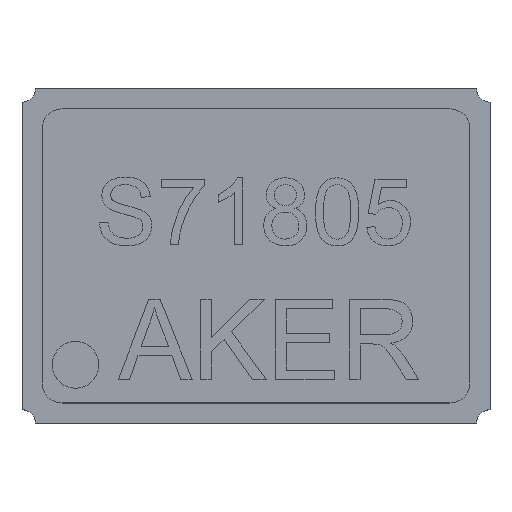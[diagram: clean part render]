
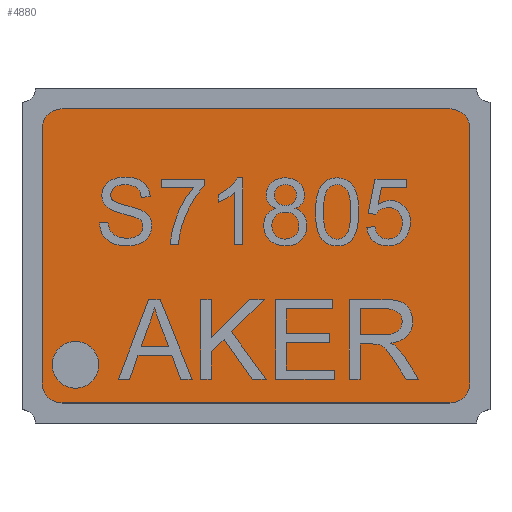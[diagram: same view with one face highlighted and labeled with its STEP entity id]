
A CAD part, top view. The second image highlights one B-rep face of the part: STEP entity #4880.
In plain terms, the highlighted planar face has unit normal (0, 0, 1).
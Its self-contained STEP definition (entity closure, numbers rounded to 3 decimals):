
#460 = ORIENTED_EDGE ( 'NONE', *, *, #7536, .F. ) ;
#480 = CARTESIAN_POINT ( 'NONE',  ( 0., 2.2, 1.3 ) ) ;
#506 = DIRECTION ( 'NONE',  ( 0., 0., -1. ) ) ;
#527 = VERTEX_POINT ( 'NONE', #4503 ) ;
#531 = CARTESIAN_POINT ( 'NONE',  ( -2.9, 1.9, 1.3 ) ) ;
#580 = CARTESIAN_POINT ( 'NONE',  ( 2.9, -1.9, 1.3 ) ) ;
#851 = LINE ( 'NONE', #5569, #5671 ) ;
#960 = CIRCLE ( 'NONE', #4497, 0.3 ) ;
#1111 = CARTESIAN_POINT ( 'NONE',  ( 3.2, 1.9, 1.3 ) ) ;
#1135 = DIRECTION ( 'NONE',  ( 1., 0., 0. ) ) ;
#1192 = DIRECTION ( 'NONE',  ( 1., 0., 0. ) ) ;
#1756 = CARTESIAN_POINT ( 'NONE',  ( -2.9, -1.9, 1.3 ) ) ;
#1833 = ORIENTED_EDGE ( 'NONE', *, *, #7477, .F. ) ;
#1910 = CARTESIAN_POINT ( 'NONE',  ( -3.2, -1.9, 1.3 ) ) ;
#2288 = VERTEX_POINT ( 'NONE', #1910 ) ;
#2297 = DIRECTION ( 'NONE',  ( 0., -1., 0. ) ) ;
#2325 = DIRECTION ( 'NONE',  ( 1., 0., 0. ) ) ;
#2382 = DIRECTION ( 'NONE',  ( 1., 0., 0. ) ) ;
#2465 = VECTOR ( 'NONE', #3614, 1000. ) ;
#2538 = CARTESIAN_POINT ( 'NONE',  ( 2.9, 2.2, 1.3 ) ) ;
#2644 = DIRECTION ( 'NONE',  ( 0., 0., 1. ) ) ;
#2847 = VERTEX_POINT ( 'NONE', #5339 ) ;
#2881 = CARTESIAN_POINT ( 'NONE',  ( -2.9, -2.2, 1.3 ) ) ;
#2922 = CIRCLE ( 'NONE', #7107, 0.3 ) ;
#2962 = AXIS2_PLACEMENT_3D ( 'NONE', #6525, #2644, #7170 ) ;
#2976 = ORIENTED_EDGE ( 'NONE', *, *, #7617, .F. ) ;
#3614 = DIRECTION ( 'NONE',  ( 0., 1., 0. ) ) ;
#4049 = AXIS2_PLACEMENT_3D ( 'NONE', #531, #4886, #1135 ) ;
#4140 = LINE ( 'NONE', #7491, #2465 ) ;
#4206 = CARTESIAN_POINT ( 'NONE',  ( 2.9, 1.9, 1.3 ) ) ;
#4377 = VERTEX_POINT ( 'NONE', #2881 ) ;
#4497 = AXIS2_PLACEMENT_3D ( 'NONE', #4206, #506, #4857 ) ;
#4503 = CARTESIAN_POINT ( 'NONE',  ( 3.2, -1.9, 1.3 ) ) ;
#4641 = CIRCLE ( 'NONE', #4049, 0.3 ) ;
#4845 = VECTOR ( 'NONE', #2297, 1000. ) ;
#4857 = DIRECTION ( 'NONE',  ( 1., 0., 0. ) ) ;
#4880 = ADVANCED_FACE ( 'NONE', ( #6258 ), #7797, .T. ) ;
#4886 = DIRECTION ( 'NONE',  ( 0., 0., -1. ) ) ;
#4913 = DIRECTION ( 'NONE',  ( -1., 0., 0. ) ) ;
#4935 = DIRECTION ( 'NONE',  ( 0., 0., -1. ) ) ;
#5040 = ORIENTED_EDGE ( 'NONE', *, *, #7567, .F. ) ;
#5264 = EDGE_LOOP ( 'NONE', ( #7868, #1833, #7357, #460, #5040, #7571, #7949, #2976 ) ) ;
#5339 = CARTESIAN_POINT ( 'NONE',  ( -2.9, 2.2, 1.3 ) ) ;
#5569 = CARTESIAN_POINT ( 'NONE',  ( 0., -2.2, 1.3 ) ) ;
#5671 = VECTOR ( 'NONE', #4913, 1000. ) ;
#5763 = CARTESIAN_POINT ( 'NONE',  ( 2.9, -2.2, 1.3 ) ) ;
#5867 = CIRCLE ( 'NONE', #7554, 0.3 ) ;
#6107 = VERTEX_POINT ( 'NONE', #2538 ) ;
#6240 = DIRECTION ( 'NONE',  ( 0., 0., -1. ) ) ;
#6258 = FACE_OUTER_BOUND ( 'NONE', #5264, .T. ) ;
#6383 = VECTOR ( 'NONE', #2325, 1000. ) ;
#6525 = CARTESIAN_POINT ( 'NONE',  ( -4., -2.75, 1.3 ) ) ;
#6582 = LINE ( 'NONE', #8091, #4845 ) ;
#6837 = CARTESIAN_POINT ( 'NONE',  ( -3.2, 1.904, 1.3 ) ) ;
#7093 = VERTEX_POINT ( 'NONE', #5763 ) ;
#7107 = AXIS2_PLACEMENT_3D ( 'NONE', #1756, #6240, #2382 ) ;
#7170 = DIRECTION ( 'NONE',  ( 1., 0., 0. ) ) ;
#7357 = ORIENTED_EDGE ( 'NONE', *, *, #7519, .F. ) ;
#7477 = EDGE_CURVE ( 'NONE', #6107, #7510, #960, .T. ) ;
#7491 = CARTESIAN_POINT ( 'NONE',  ( -3.2, 0.002, 1.3 ) ) ;
#7492 = EDGE_CURVE ( 'NONE', #7510, #527, #6582, .T. ) ;
#7510 = VERTEX_POINT ( 'NONE', #1111 ) ;
#7519 = EDGE_CURVE ( 'NONE', #2847, #6107, #8093, .T. ) ;
#7531 = VERTEX_POINT ( 'NONE', #6837 ) ;
#7536 = EDGE_CURVE ( 'NONE', #7531, #2847, #4641, .T. ) ;
#7554 = AXIS2_PLACEMENT_3D ( 'NONE', #580, #4935, #1192 ) ;
#7567 = EDGE_CURVE ( 'NONE', #2288, #7531, #4140, .T. ) ;
#7571 = ORIENTED_EDGE ( 'NONE', *, *, #7579, .F. ) ;
#7579 = EDGE_CURVE ( 'NONE', #4377, #2288, #2922, .T. ) ;
#7595 = EDGE_CURVE ( 'NONE', #7093, #4377, #851, .T. ) ;
#7617 = EDGE_CURVE ( 'NONE', #527, #7093, #5867, .T. ) ;
#7797 = PLANE ( 'NONE',  #2962 ) ;
#7868 = ORIENTED_EDGE ( 'NONE', *, *, #7492, .F. ) ;
#7949 = ORIENTED_EDGE ( 'NONE', *, *, #7595, .F. ) ;
#8091 = CARTESIAN_POINT ( 'NONE',  ( 3.2, 0., 1.3 ) ) ;
#8093 = LINE ( 'NONE', #480, #6383 ) ;
